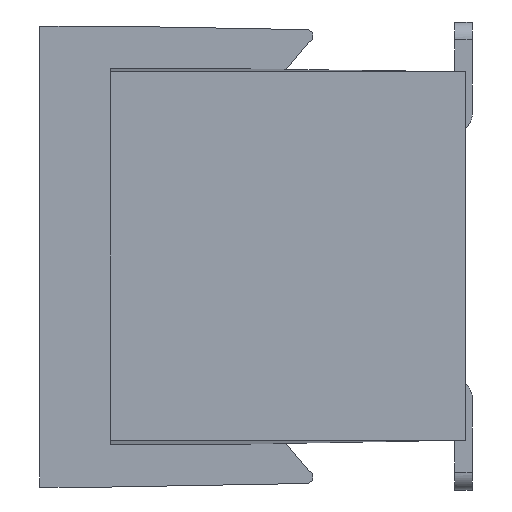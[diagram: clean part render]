
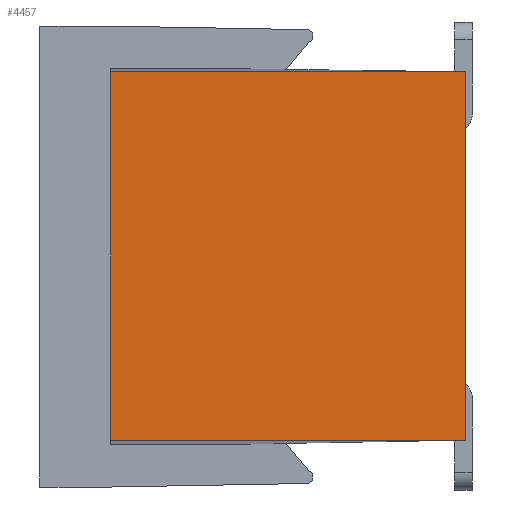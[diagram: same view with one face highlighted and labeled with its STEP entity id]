
A CAD part, left-side view. The second image highlights one B-rep face of the part: STEP entity #4457.
In plain terms, the highlighted planar face has unit normal (-1, 0, 0).
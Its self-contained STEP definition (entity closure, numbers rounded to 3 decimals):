
#339=CARTESIAN_POINT('',(25.4,6.4,-0.2));
#340=VERTEX_POINT('',#339);
#418=CARTESIAN_POINT('',(25.4,6.4,-5.4));
#419=VERTEX_POINT('',#418);
#429=CARTESIAN_POINT('',(25.4,6.4,-0.2));
#430=CARTESIAN_POINT('',(25.4,6.4,-1.24));
#431=CARTESIAN_POINT('',(25.4,6.4,-2.28));
#432=CARTESIAN_POINT('',(25.4,6.4,-3.32));
#433=CARTESIAN_POINT('',(25.4,6.4,-4.36));
#434=CARTESIAN_POINT('',(25.4,6.4,-5.4));
#435=B_SPLINE_CURVE_WITH_KNOTS('',5,(#429,#430,#431,#432,#433,#434),.UNSPECIFIED.,.F.,.U.,(6,6),(0.,5.2),.UNSPECIFIED.);
#436=EDGE_CURVE('',#340,#419,#435,.T.);
#4405=CARTESIAN_POINT('',(25.4,3.9,-2.8));
#4406=DIRECTION('',(0.,0.,1.));
#4407=DIRECTION('',(-1.,0.,0.));
#4408=AXIS2_PLACEMENT_3D('',#4405,#4407,#4406);
#4409=PLANE('',#4408);
#4410=CARTESIAN_POINT('',(25.4,1.4,-5.4));
#4411=VERTEX_POINT('',#4410);
#4412=CARTESIAN_POINT('',(25.4,1.8,-5.4));
#4413=VERTEX_POINT('',#4412);
#4414=CARTESIAN_POINT('',(25.4,1.4,-5.4));
#4415=DIRECTION('',(0.,1.,0.));
#4416=VECTOR('',#4415,0.4);
#4417=LINE('',#4414,#4416);
#4418=EDGE_CURVE('',#4411,#4413,#4417,.T.);
#4419=ORIENTED_EDGE('',*,*,#4418,.F.);
#4420=CARTESIAN_POINT('',(25.4,1.4,-0.2));
#4421=VERTEX_POINT('',#4420);
#4422=CARTESIAN_POINT('',(25.4,1.4,-0.2));
#4423=DIRECTION('',(0.,0.,-1.));
#4424=VECTOR('',#4423,5.2);
#4425=LINE('',#4422,#4424);
#4426=EDGE_CURVE('',#4421,#4411,#4425,.T.);
#4427=ORIENTED_EDGE('',*,*,#4426,.F.);
#4428=CARTESIAN_POINT('',(25.4,1.8,-0.2));
#4429=VERTEX_POINT('',#4428);
#4430=CARTESIAN_POINT('',(25.4,1.4,-0.2));
#4431=DIRECTION('',(0.,1.,0.));
#4432=VECTOR('',#4431,0.4);
#4433=LINE('',#4430,#4432);
#4434=EDGE_CURVE('',#4421,#4429,#4433,.T.);
#4435=ORIENTED_EDGE('',*,*,#4434,.T.);
#4436=CARTESIAN_POINT('',(25.4,1.8,-0.2));
#4437=CARTESIAN_POINT('',(25.4,2.72,-0.2));
#4438=CARTESIAN_POINT('',(25.4,3.64,-0.2));
#4439=CARTESIAN_POINT('',(25.4,4.56,-0.2));
#4440=CARTESIAN_POINT('',(25.4,5.48,-0.2));
#4441=CARTESIAN_POINT('',(25.4,6.4,-0.2));
#4442=B_SPLINE_CURVE_WITH_KNOTS('',5,(#4436,#4437,#4438,#4439,#4440,#4441),.UNSPECIFIED.,.F.,.U.,(6,6),(0.,4.6),.UNSPECIFIED.);
#4443=EDGE_CURVE('',#4429,#340,#4442,.T.);
#4444=ORIENTED_EDGE('',*,*,#4443,.T.);
#4445=ORIENTED_EDGE('',*,*,#436,.T.);
#4446=CARTESIAN_POINT('',(25.4,6.4,-5.4));
#4447=CARTESIAN_POINT('',(25.4,5.48,-5.4));
#4448=CARTESIAN_POINT('',(25.4,4.56,-5.4));
#4449=CARTESIAN_POINT('',(25.4,3.64,-5.4));
#4450=CARTESIAN_POINT('',(25.4,2.72,-5.4));
#4451=CARTESIAN_POINT('',(25.4,1.8,-5.4));
#4452=B_SPLINE_CURVE_WITH_KNOTS('',5,(#4446,#4447,#4448,#4449,#4450,#4451),.UNSPECIFIED.,.F.,.U.,(6,6),(0.,4.6),.UNSPECIFIED.);
#4453=EDGE_CURVE('',#419,#4413,#4452,.T.);
#4454=ORIENTED_EDGE('',*,*,#4453,.T.);
#4455=EDGE_LOOP('',(#4419,#4427,#4435,#4444,#4445,#4454));
#4456=FACE_OUTER_BOUND('',#4455,.T.);
#4457=ADVANCED_FACE('',(#4456),#4409,.T.);
